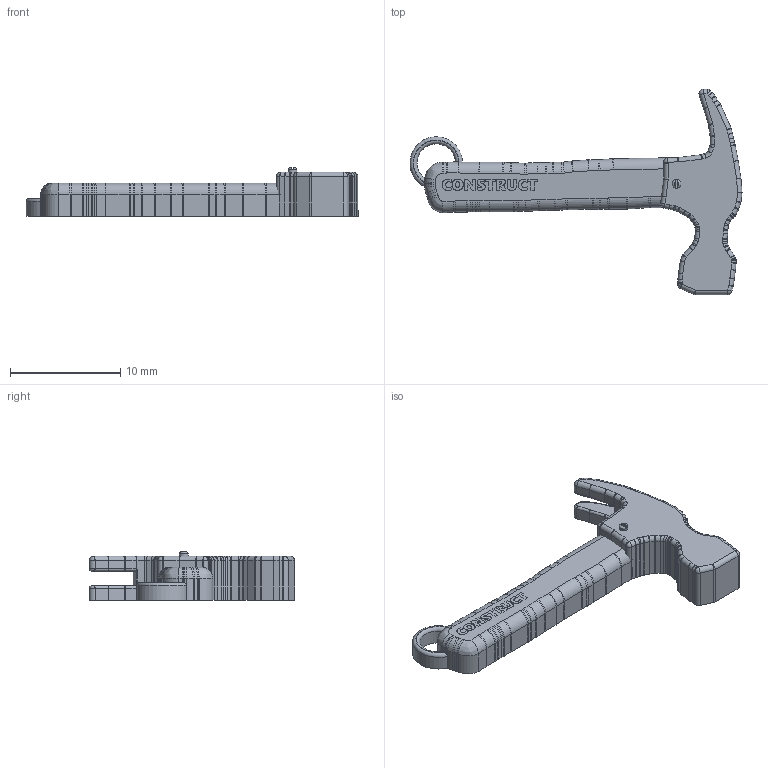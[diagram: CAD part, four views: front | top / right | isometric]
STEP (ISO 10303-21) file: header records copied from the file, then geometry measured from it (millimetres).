
FILE_DESCRIPTION(/* description */ (''),/* implementation_level */ '2;1');
FILE_NAME(/* name */ 'Construct Keychain Hammer.step',/* time_stamp */ '2025-12-29T12:46:13Z',/* author */ (''),/* organization */ (''),/* preprocessor_version */ 'ST-DEVELOPER v20.1',/* originating_system */ 'Autodesk Translation Framework v14.21.0.0',/* authorisation */ '');
FILE_SCHEMA (('AUTOMOTIVE_DESIGN { 1 0 10303 214 3 1 1 }'));
Length unit declared in the file: millimetre
Products named in the file (1): 2025-12-24-19-19-35-804
Bounding box: 30.18 x 18.67 x 4.4 mm (x, y, z)
Volume: 607.8 mm3; surface area: 819.1 mm2
Topology: 11 solids, 11 shells, 870 faces, 2216 edges, 1378 vertices
Faces by surface type: plane 280, cylinder 246, bspline 246, torus 65, sphere 33
Full cylindrical faces by diameter (mm): 0.805 x1
Entity records: 28428 total; most frequent: CARTESIAN_POINT 8573, ORIENTED_EDGE 4428, DIRECTION 3626, EDGE_CURVE 2214, VERTEX_POINT 1378, AXIS2_PLACEMENT_3D 1228, LINE 1170, VECTOR 1170
